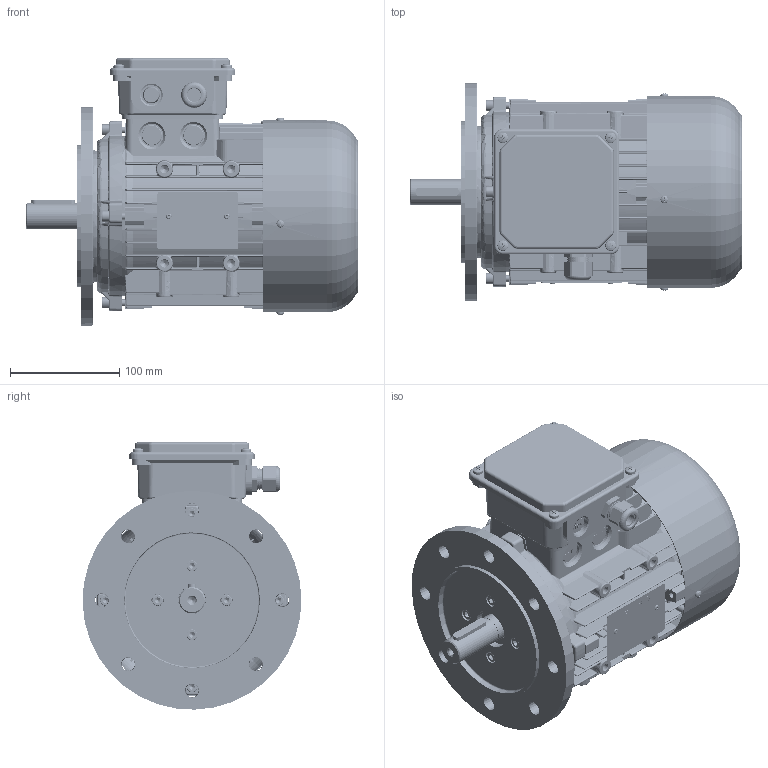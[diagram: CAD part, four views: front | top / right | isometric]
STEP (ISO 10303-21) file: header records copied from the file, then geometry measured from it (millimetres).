
FILE_DESCRIPTION((''),'2;1');
FILE_NAME('OE090S-B5.stp','2014-05-28T10:34:52',('WRKS_ELPROM'),(''),'Autodesk Inventor 2011','Autodesk Inventor 2011','');
FILE_SCHEMA(('AUTOMOTIVE_DESIGN { 1 0 10303 214 1 1 1 1 }'));
Length unit declared in the file: millimetre
Products named in the file (32): OE090S-B5; PNC090SFAGQ; PNQ090ASAEXDL; PNQ090PSAEXDL; 6205-2Z; 6205-2Z_PART1; 6205-2Z_PART2; 6205-2Z_PART3; 6205-2Z_PART4; 6205-2Z_PART5; PXA090SBC0000; 1009320+ANELLO; VENTOLA_1009320; ANELLO_1009320; Targhetta Elprom; Rivetto Ø2,4x7; DIN 6885 A A 8 x 7 x 40; 1042350; ISO 7045 Z M3,5 x 8 - 4.8 - Z; ISO 4762 M6 x 25; Assieme_M80-112OE_1M20; 1010130; 1014450; BASE_1014450; COPERCHIO_1014450; 1032490; BASE_1032490; GHIERA_1032490; GOMMINO_1032490; 1023260; DISCO B5 MEC 80-90; ISO 4762 M6 x 20
Assembly tree (57 placements, depth 4):
  OE090S-B5
    PNC090SFAGQ
    PNQ090ASAEXDL
    PNQ090PSAEXDL
    6205-2Z  x2
      6205-2Z_PART1
      6205-2Z_PART2
      6205-2Z_PART3
      6205-2Z_PART4
      6205-2Z_PART5
    PXA090SBC0000
    1009320+ANELLO
      VENTOLA_1009320
      ANELLO_1009320
    Targhetta Elprom
    Rivetto Ø2,4x7  x2
    DIN 6885 A A 8 x 7 x 40
    1042350
    ISO 7045 Z M3,5 x 8 - 4.8 - Z  x4
    ISO 4762 M6 x 25  x8
    Assieme_M80-112OE_1M20
      1010130
      1014450
        BASE_1014450
        COPERCHIO_1014450
      1032490
        BASE_1032490
        GHIERA_1032490
        GOMMINO_1032490
      1023260  x4
    DISCO B5 MEC 80-90
    ISO 4762 M6 x 20  x4
Bounding box: 303.29 x 199.92 x 244.26 mm (x, y, z)
Volume: 1521702.9 mm3; surface area: 864629.1 mm2
Topology: 64 solids, 64 shells, 6061 faces, 15369 edges, 9012 vertices
Faces by surface type: plane 2155, bspline 1299, cylinder 1073, cone 742, torus 690, sphere 102
Full cylindrical faces by diameter (mm): 1.5 x2, 1.711 x1, 2.2 x6, 3 x8, 3.175 x4, 3.25 x6, 3.5 x4, 3.7 x2, 4 x2, 4.1 x4, 4.25 x8, 5 x10, 5.5 x4, 5.8 x4, 6 x12, 6.5 x4, 6.647 x2, 6.75 x12, 7 x3, 8 x1, 9.7 x4, 10 x12, 12 x1, 12.3 x1, 12.5 x1, 14 x1, 15.5 x2, 18.2 x2, 18.5 x5, 20 x6
Entity records: 366403 total; most frequent: CARTESIAN_POINT 240158, ORIENTED_EDGE 26208, DIRECTION 23443, EDGE_CURVE 13104, AXIS2_PLACEMENT_3D 8904, VERTEX_POINT 8192, EDGE_LOOP 6480, VECTOR 5635
